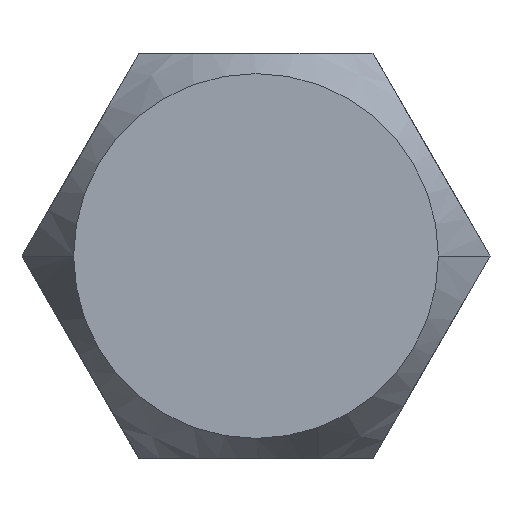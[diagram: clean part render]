
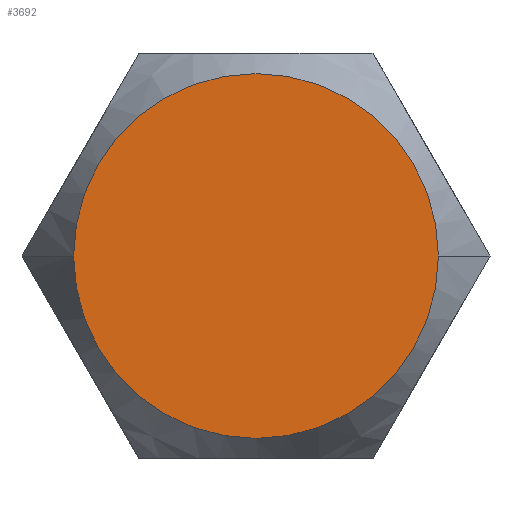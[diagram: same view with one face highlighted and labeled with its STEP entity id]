
A CAD part, front view. The second image highlights one B-rep face of the part: STEP entity #3692.
In plain terms, the highlighted planar face has unit normal (0, -1, 0).
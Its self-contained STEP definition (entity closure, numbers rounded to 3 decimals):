
#201 = EDGE_CURVE ( 'Defeature ausgef�hrt1_23+Defeature ausgef�hrt1_24+Defeature ausgef�hrt1_24+Defeature ausgef�hrt1_24', #507, #2589, #2014, .T. ) ;
#283 = PLANE ( 'NONE',  #862 ) ;
#344 = CARTESIAN_POINT ( 'NONE',  ( 0., 0., 6.35 ) ) ;
#507 = VERTEX_POINT ( 'NONE', #944 ) ;
#801 = CARTESIAN_POINT ( 'NONE',  ( -2.858, 0., 0. ) ) ;
#862 = AXIS2_PLACEMENT_3D ( 'NONE', #344, #4088, #2706 ) ;
#944 = CARTESIAN_POINT ( 'NONE',  ( 2.858, 0., 0. ) ) ;
#1020 = DIRECTION ( 'NONE',  ( 0., -1., 0. ) ) ;
#1062 = FACE_OUTER_BOUND ( 'NONE', #3756, .T. ) ;
#1252 = AXIS2_PLACEMENT_3D ( 'NONE', #3445, #1020, #3057 ) ;
#1427 = EDGE_CURVE ( 'Defeature ausgef�hrt1_23+Defeature ausgef�hrt1_24+Defeature ausgef�hrt1_24+Defeature ausgef�hrt1_24', #2589, #507, #4010, .T. ) ;
#1999 = DIRECTION ( 'NONE',  ( -1., 0., 0. ) ) ;
#2014 = CIRCLE ( 'NONE', #1252, 2.858 ) ;
#2364 = DIRECTION ( 'NONE',  ( 0., -1., 0. ) ) ;
#2510 = ORIENTED_EDGE ( 'NONE', *, *, #201, .T. ) ;
#2589 = VERTEX_POINT ( 'NONE', #801 ) ;
#2706 = DIRECTION ( 'NONE',  ( -1., 0., 0. ) ) ;
#2877 = ORIENTED_EDGE ( 'NONE', *, *, #1427, .T. ) ;
#3057 = DIRECTION ( 'NONE',  ( -1., 0., 0. ) ) ;
#3445 = CARTESIAN_POINT ( 'NONE',  ( 0., 0., 0. ) ) ;
#3692 = ADVANCED_FACE ( 'Defeature ausgef�hrt1_23', ( #1062 ), #283, .T. ) ;
#3756 = EDGE_LOOP ( 'NONE', ( #2510, #2877 ) ) ;
#4010 = CIRCLE ( 'NONE', #4205, 2.858 ) ;
#4066 = CARTESIAN_POINT ( 'NONE',  ( 0., 0., 0. ) ) ;
#4088 = DIRECTION ( 'NONE',  ( 0., -1., 0. ) ) ;
#4205 = AXIS2_PLACEMENT_3D ( 'NONE', #4066, #2364, #1999 ) ;
